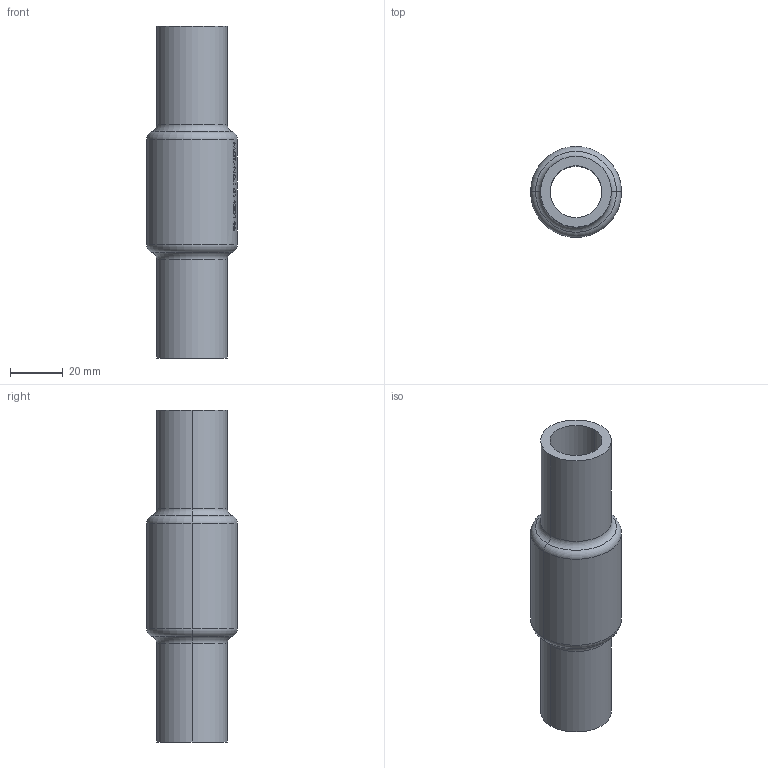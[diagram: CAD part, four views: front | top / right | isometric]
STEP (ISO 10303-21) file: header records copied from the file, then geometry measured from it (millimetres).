
FILE_DESCRIPTION (( 'STEP AP214' ), '1' );
FILE_NAME ('7110000_DN020_ PN16_51420146.STEP', '2022-02-25T08:55:35', ( 'axxx' ), ( 'Hewlett-Packard Company' ), 'SwSTEP 2.0', 'SolidWorks 2019', '' );
FILE_SCHEMA (( 'AUTOMOTIVE_DESIGN' ));
Length unit declared in the file: millimetre
Products named in the file (1): 7110000_DN020_ PN16_51420146
Bounding box: 34.5 x 34.5 x 126 mm (x, y, z)
Volume: 49683.2 mm3; surface area: 21583 mm2
Topology: 1 solids, 1 shells, 502 faces, 1347 edges, 894 vertices
Faces by surface type: plane 249, bspline 203, cylinder 42, torus 8
Entity records: 26962 total; most frequent: CARTESIAN_POINT 15871, ORIENTED_EDGE 2694, DIRECTION 1566, EDGE_CURVE 1347, VERTEX_POINT 894, VECTOR 742, LINE 742, EDGE_LOOP 551
